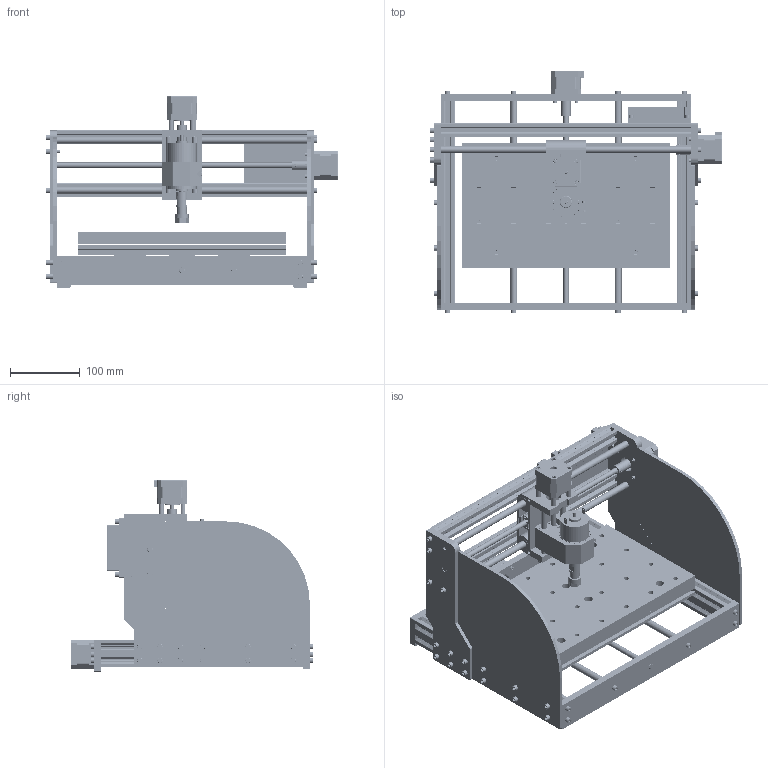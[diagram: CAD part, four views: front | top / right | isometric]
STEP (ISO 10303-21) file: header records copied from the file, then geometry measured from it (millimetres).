
FILE_DESCRIPTION(/* description */ (''),/* implementation_level */ '2;1');
FILE_NAME(/* name */ 'CNC 3018 Pro - Update 1 v2.step',/* time_stamp */ '2023-05-10T00:33:04+01:00',/* author */ (''),/* organization */ (''),/* preprocessor_version */ 'ST-DEVELOPER v19.2',/* originating_system */ 'Autodesk Translation Framework v12.4.0.73',/* authorisation */ '');
FILE_SCHEMA (('AUTOMOTIVE_DESIGN { 1 0 10303 214 3 1 1 }'));
Length unit declared in the file: millimetre
Products named in the file (101): CNC 3018 Pro - Update 1; CNC 3018 Pro; Frame; Base; Panel Front; Extrusion 2040x290 Black Threaded; Panel Rear; Linear Rail 10x290 Threaded; Fixings (1); Y Drive; Bearing 8x16x5; Fixings (2); Lead Screw T8x290; Flexible Coupling 5-8; NEMA 17 34 Motor; Gantry; Gantry Side (Motor); Extrusion 2020x360 Black Threaded; Gantry Side (Bearing); Linear Rail 10x360 Threaded; Fixings (4); X Drive; Bearing 8x16x5_1; Outer; Bearing; Inner; NEMA 17 34 Motor_1; Fixings (5); Bolt M3x15 Hex; Lead Screw T8x360; Flexible Coupling 5-8_1; Bed; Linear Bearing LM10UU Support Assembly; Linear Bearing LM10UU; Linear Bearing LM10UU Support Assembly_1; Linear Bearing LM10UU_1; Linear Bearing LM10UU Support Assembly_2; Linear Bearing LM10UU_2; Linear Bearing LM10UU Support Assembly_3; Linear Bearing Support ...
Assembly tree (277 placements, depth 6):
  CNC 3018 Pro - Update 1
    CNC 3018 Pro
      Frame
        Base
          Panel Front
          Extrusion 2040x290 Black Threaded  x2
          Panel Rear
          Linear Rail 10x290 Threaded  x2
          Fixings (1)
            Bolt M5x15 Hex  x12
        Y Drive
          Bearing 8x16x5
            Outer
            Bearing
            Inner
          Fixings (2)
            Bolt M3x15 Hex  x4
          Lead Screw T8x290
          Flexible Coupling 5-8
            Housing
            Grub Screw M4x4  x4
          NEMA 17 34 Motor
            Body Back
            Body Middle
            Body Front
            Bearing (3)  x2
            Connector
            Bolt M3x25 Cross  x4
            Spindle
        Gantry
          Gantry Side (Motor)
          Extrusion 2020x360 Black Threaded  x2
          Gantry Side (Bearing)
          Linear Rail 10x360 Threaded  x2
          Fixings (4)
            Bolt M5x15 Hex  x20
            Nut T-Slot  M5 T20  x12
        X Drive
          Bearing 8x16x5_1
            Outer
            Bearing
            Inner
          NEMA 17 34 Motor_1
            Body Back
            Body Middle
            Body Front
            Bearing (3)  x2
            Connector
            Bolt M3x25 Cross  x4
            Spindle
          Fixings (5)
            Bolt M3x15 Hex  x4
          Lead Screw T8x360
          Flexible Coupling 5-8_1
            Housing
            Grub Screw M4x4  x4
      Bed
        Linear Bearing LM10UU Support Assembly
          Linear Bearing Support
          Linear Bearing LM10UU
Bounding box: 419 x 349 x 275 mm (x, y, z)
Volume: 3507950.5 mm3; surface area: 1432626.6 mm2
Topology: 235 solids, 235 shells, 4618 faces, 11311 edges, 7468 vertices
Faces by surface type: plane 3321, cylinder 1067, torus 156, sphere 56, cone 16, bspline 2
Full cylindrical faces by diameter (mm): 2 x2, 2.529 x12, 2.927 x24, 3 x24, 3.332 x13, 3.5 x22, 3.75 x1, 3.908 x13, 4 x2, 4.2 x6, 4.234 x58, 4.5 x2, 4.901 x58, 5 x45, 5.5 x56, 6 x21, 6.595 x3, 7 x35, 7.5 x58, 7.925 x3, 8 x15, 8.5 x2, 8.6 x1, 9 x14, 10 x25, 11.5 x1, 12 x8, 13 x8, 13.036 x1, 13.884 x1
Entity records: 54871 total; most frequent: CARTESIAN_POINT 10025, DIRECTION 9119, ORIENTED_EDGE 8300, EDGE_CURVE 4150, LINE 3127, VECTOR 3127, AXIS2_PLACEMENT_3D 2996, VERTEX_POINT 2731
